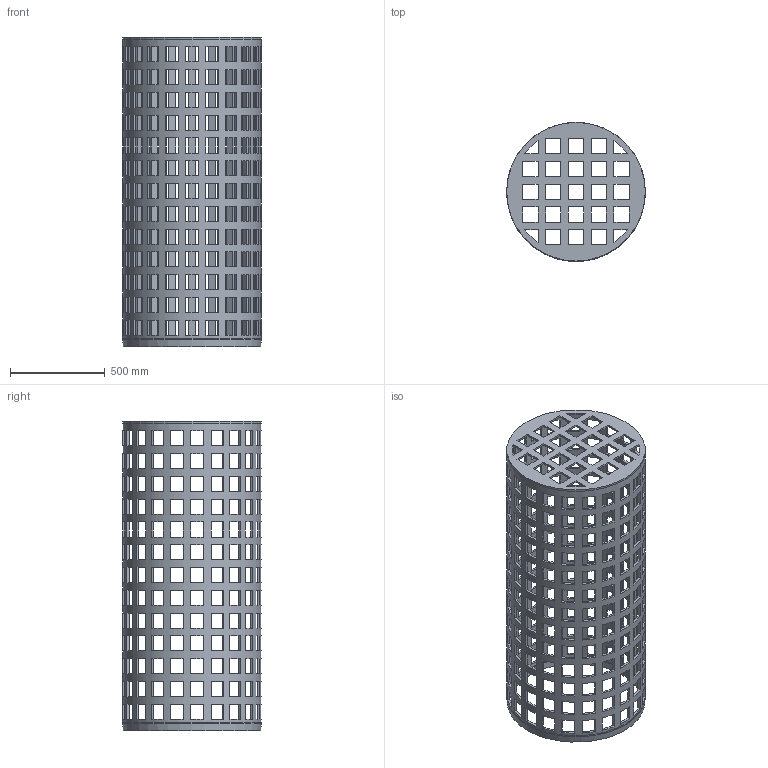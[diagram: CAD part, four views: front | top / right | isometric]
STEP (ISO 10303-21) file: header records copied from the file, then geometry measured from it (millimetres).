
FILE_DESCRIPTION(/* description */ (''),/* implementation_level */ '2;1');
FILE_NAME(/* name */ '15217.070X_3D.stp',/* time_stamp */ '2024-12-11T14:55:29+01:00',/* author */ ('CAD'),/* organization */ (''),/* preprocessor_version */ 'ST-DEVELOPER v20',/* originating_system */ 'AutoCAD Mechanical',/* authorisation */ '');
FILE_SCHEMA (('AUTOMOTIVE_DESIGN { 1 0 10303 214 3 1 1 }'));
Length unit declared in the file: centimetre
Products named in the file (2): Product; *S0
Assembly tree (1 placements, depth 2):
  Product
    *S0
Bounding box: 730 x 730 x 1630 mm (x, y, z)
Volume: 28509084.8 mm3; surface area: 5971949.5 mm2
Topology: 2 solids, 2 shells, 1199 faces, 3664 edges, 2442 vertices
Faces by surface type: plane 1187, cylinder 7, cone 3, torus 2
Full cylindrical faces by diameter (mm): 706 x1, 730 x2
Entity records: 42488 total; most frequent: ORIENTED_EDGE 7328, CARTESIAN_POINT 7308, DIRECTION 7236, EDGE_CURVE 3664, LINE 2496, VECTOR 2496, VERTEX_POINT 2442, AXIS2_PLACEMENT_3D 2370
